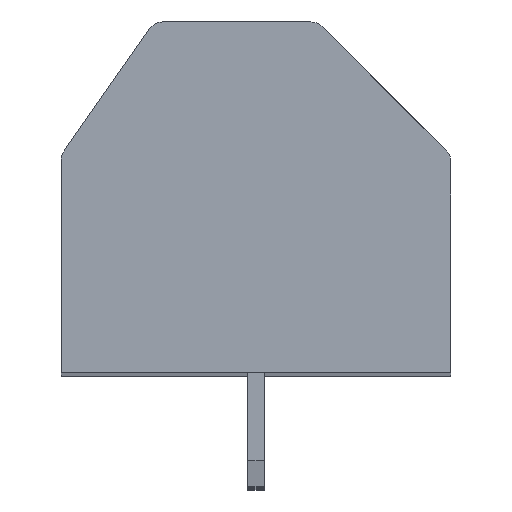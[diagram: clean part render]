
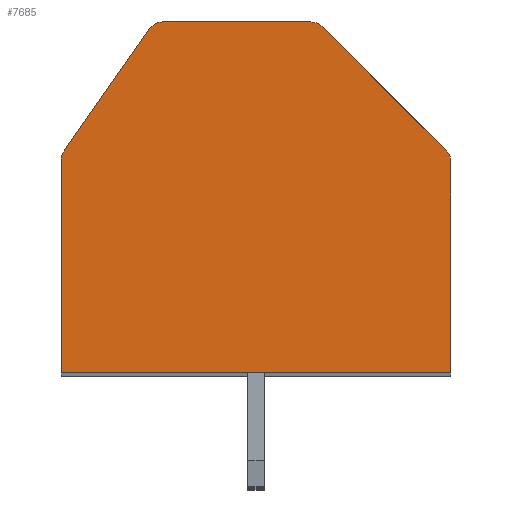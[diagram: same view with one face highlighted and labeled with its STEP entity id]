
A CAD part, top view. The second image highlights one B-rep face of the part: STEP entity #7685.
In plain terms, the highlighted planar face has unit normal (0, 0, 1).
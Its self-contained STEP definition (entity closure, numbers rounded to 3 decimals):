
#2437=CARTESIAN_POINT('',(1.693,4.899,3.));
#2438=DIRECTION('',(0.,0.,1.));
#2439=DIRECTION('',(0.707,0.707,0.));
#2440=AXIS2_PLACEMENT_3D('',#2437,#2438,#2439);
#2442=DIRECTION('',(-0.707,0.707,0.));
#2443=VECTOR('',#2442,5.383);
#2444=CARTESIAN_POINT('',(5.854,1.446,3.));
#2445=LINE('',#2444,#2443);
#2446=CARTESIAN_POINT('',(5.5,1.093,3.));
#2447=DIRECTION('',(0.,0.,1.));
#2448=DIRECTION('',(1.,0.,0.));
#2449=AXIS2_PLACEMENT_3D('',#2446,#2447,#2448);
#2451=DIRECTION('',(0.,1.,0.));
#2452=VECTOR('',#2451,6.493);
#2453=CARTESIAN_POINT('',(6.,-5.4,3.));
#2454=LINE('',#2453,#2452);
#2455=DIRECTION('',(1.,0.,0.));
#2456=VECTOR('',#2455,12.);
#2457=CARTESIAN_POINT('',(-6.,-5.4,3.));
#2458=LINE('',#2457,#2456);
#2459=DIRECTION('',(0.,-1.,0.));
#2460=VECTOR('',#2459,6.542);
#2461=CARTESIAN_POINT('',(-6.,1.142,3.));
#2462=LINE('',#2461,#2460);
#2463=CARTESIAN_POINT('',(-5.5,1.142,3.));
#2464=DIRECTION('',(0.,0.,1.));
#2465=DIRECTION('',(-0.819,0.574,0.));
#2466=AXIS2_PLACEMENT_3D('',#2463,#2464,#2465);
#2468=DIRECTION('',(-0.574,-0.819,0.));
#2469=VECTOR('',#2468,4.587);
#2470=CARTESIAN_POINT('',(-3.279,5.186,3.));
#2471=LINE('',#2470,#2469);
#2472=CARTESIAN_POINT('',(-2.869,4.899,3.));
#2473=DIRECTION('',(0.,0.,1.));
#2474=DIRECTION('',(0.,1.,0.));
#2475=AXIS2_PLACEMENT_3D('',#2472,#2473,#2474);
#2477=DIRECTION('',(-1.,0.,0.));
#2478=VECTOR('',#2477,4.563);
#2479=CARTESIAN_POINT('',(1.693,5.399,3.));
#2480=LINE('',#2479,#2478);
#3213=CARTESIAN_POINT('',(-6.,-5.4,3.));
#3214=CARTESIAN_POINT('',(6.,-5.4,3.));
#3215=VERTEX_POINT('',#3213);
#3216=VERTEX_POINT('',#3214);
#3525=CARTESIAN_POINT('',(2.047,5.253,3.));
#3526=VERTEX_POINT('',#3525);
#3527=CARTESIAN_POINT('',(1.693,5.399,3.));
#3528=VERTEX_POINT('',#3527);
#3533=CARTESIAN_POINT('',(6.,1.093,3.));
#3534=VERTEX_POINT('',#3533);
#3535=CARTESIAN_POINT('',(5.854,1.446,3.));
#3536=VERTEX_POINT('',#3535);
#3541=CARTESIAN_POINT('',(-2.869,5.399,3.));
#3542=VERTEX_POINT('',#3541);
#3543=CARTESIAN_POINT('',(-3.279,5.186,3.));
#3544=VERTEX_POINT('',#3543);
#3549=CARTESIAN_POINT('',(-5.91,1.429,3.));
#3550=VERTEX_POINT('',#3549);
#3551=CARTESIAN_POINT('',(-6.,1.142,3.));
#3552=VERTEX_POINT('',#3551);
#7668=CARTESIAN_POINT('',(0.,0.,3.));
#7669=DIRECTION('',(0.,0.,1.));
#7670=DIRECTION('',(1.,0.,0.));
#7671=AXIS2_PLACEMENT_3D('',#7668,#7669,#7670);
#7672=PLANE('',#7671);
#7673=ORIENTED_EDGE('',*,*,#4273,.F.);
#7674=ORIENTED_EDGE('',*,*,#4289,.F.);
#7675=ORIENTED_EDGE('',*,*,#5979,.F.);
#7676=ORIENTED_EDGE('',*,*,#5994,.F.);
#7677=ORIENTED_EDGE('',*,*,#6007,.F.);
#7678=ORIENTED_EDGE('',*,*,#6150,.F.);
#7679=ORIENTED_EDGE('',*,*,#6165,.F.);
#7680=ORIENTED_EDGE('',*,*,#6178,.F.);
#7681=ORIENTED_EDGE('',*,*,#7649,.F.);
#7682=ORIENTED_EDGE('',*,*,#7661,.F.);
#7683=EDGE_LOOP('',(#7673,#7674,#7675,#7676,#7677,#7678,#7679,#7680,#7681,
#7682));
#7684=FACE_OUTER_BOUND('',#7683,.F.);
#2441=CIRCLE('',#2440,0.5);
#2450=CIRCLE('',#2449,0.5);
#2467=CIRCLE('',#2466,0.5);
#2476=CIRCLE('',#2475,0.5);
#4273=EDGE_CURVE('',#3526,#3528,#2441,.T.);
#4289=EDGE_CURVE('',#3536,#3526,#2445,.T.);
#5979=EDGE_CURVE('',#3534,#3536,#2450,.T.);
#5994=EDGE_CURVE('',#3216,#3534,#2454,.T.);
#6007=EDGE_CURVE('',#3215,#3216,#2458,.T.);
#6150=EDGE_CURVE('',#3552,#3215,#2462,.T.);
#6165=EDGE_CURVE('',#3550,#3552,#2467,.T.);
#6178=EDGE_CURVE('',#3544,#3550,#2471,.T.);
#7649=EDGE_CURVE('',#3542,#3544,#2476,.T.);
#7661=EDGE_CURVE('',#3528,#3542,#2480,.T.);
#7685=ADVANCED_FACE('',(#7684),#7672,.T.);
